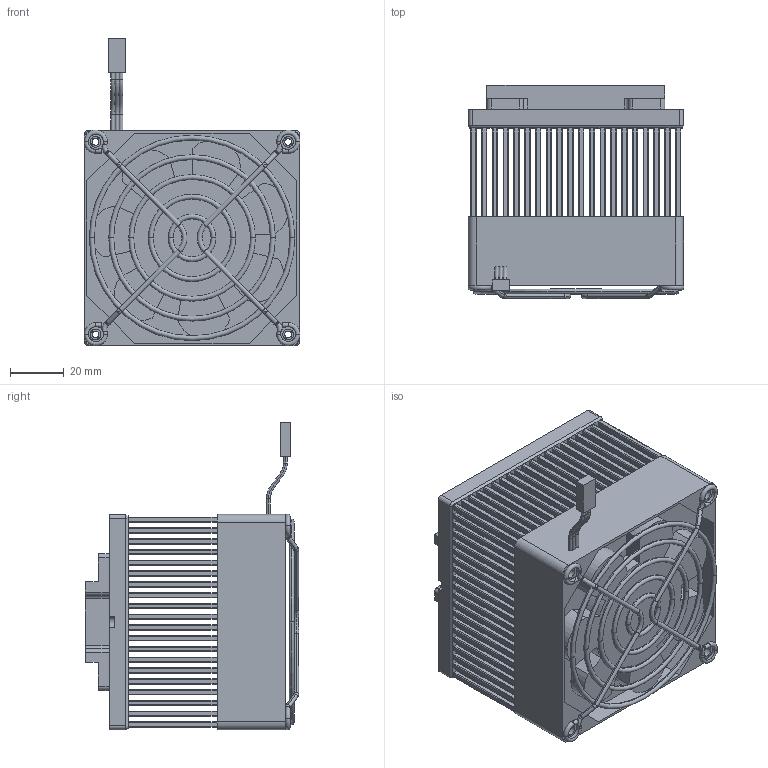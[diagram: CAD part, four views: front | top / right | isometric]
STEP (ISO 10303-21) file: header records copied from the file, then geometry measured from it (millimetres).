
FILE_DESCRIPTION (( 'STEP AP214' ), '1' );
FILE_NAME ('UA-95-2, DF.STEP', '2025-09-10T19:40:54', ( '' ), ( '' ), 'SwSTEP 2.0', 'SolidWorks 2021', '' );
FILE_SCHEMA (( 'AUTOMOTIVE_DESIGN' ));
Length unit declared in the file: inch
Products named in the file (1): UA-95-2, DF
Bounding box: 80.11 x 79.18 x 114.26 mm (x, y, z)
Volume: 259568.3 mm3; surface area: 149975.6 mm2
Topology: 3 solids, 3 shells, 4030 faces, 10665 edges, 7088 vertices
Faces by surface type: plane 2124, cylinder 1778, torus 76, cone 36, bspline 16
Entity records: 179938 total; most frequent: CARTESIAN_POINT 23880, DIRECTION 22267, ORIENTED_EDGE 21330, EDGE_CURVE 10665, AXIS2_PLACEMENT_3D 7743, VERTEX_POINT 7088, VECTOR 6781, LINE 6781
